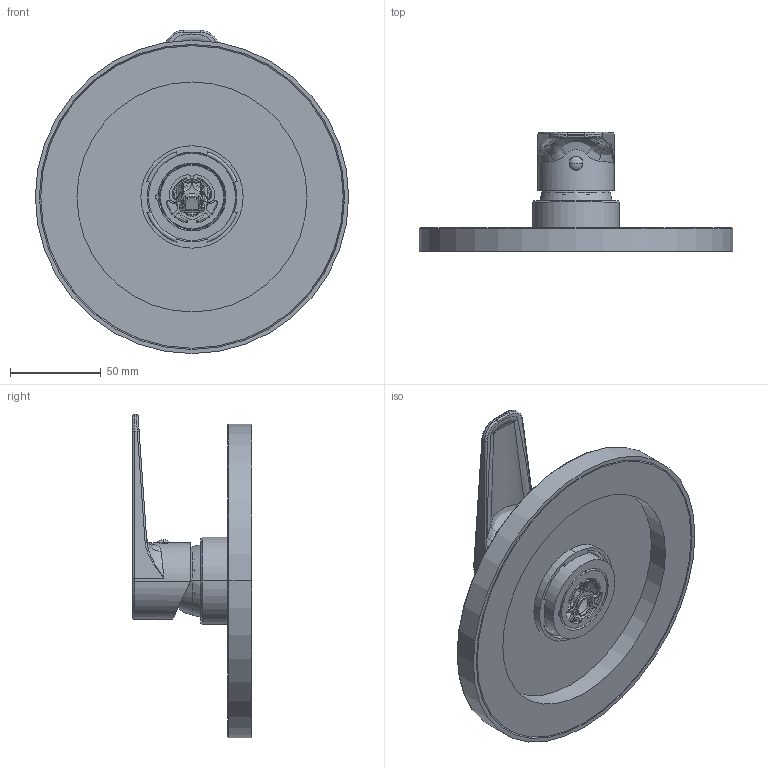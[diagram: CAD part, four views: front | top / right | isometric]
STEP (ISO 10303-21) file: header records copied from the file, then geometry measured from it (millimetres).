
FILE_DESCRIPTION((''),'2;1');
FILE_NAME('OGBOX010CR','2024-09-09T08:26:30',('simone.bertoli'),('PAFFONI SpA'),'CREO PARAMETRIC BY PTC INC, 2022124','CREO PARAMETRIC BY PTC INC, 2022124','');
FILE_SCHEMA(('CONFIG_CONTROL_DESIGN','SHAPE_APPEARANCE_LAYERS_GROUPS'));
Length unit declared in the file: millimetre
Products named in the file (1): OGBOX010CR
Bounding box: 173 x 65.7 x 178.45 mm (x, y, z)
Volume: 221485.4 mm3; surface area: 101410.5 mm2
Topology: 8 solids, 8 shells, 640 faces, 1807 edges, 1187 vertices
Faces by surface type: plane 280, cylinder 245, bspline 47, cone 39, torus 27, sphere 2
Entity records: 33055 total; most frequent: CARTESIAN_POINT 12919, ORIENTED_EDGE 3606, DIRECTION 3231, EDGE_CURVE 1803, VERTEX_POINT 1187, AXIS2_PLACEMENT_3D 1185, VECTOR 861, LINE 861
